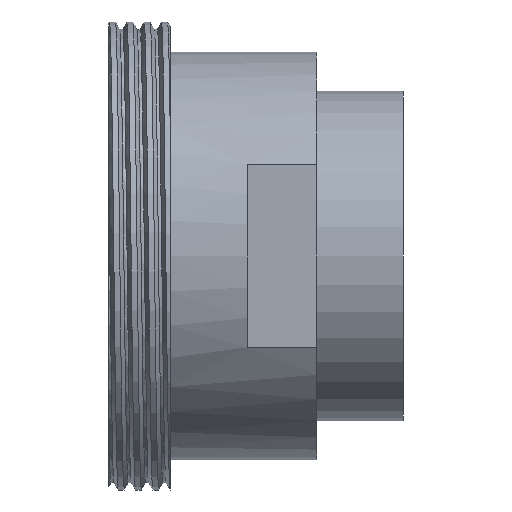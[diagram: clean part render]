
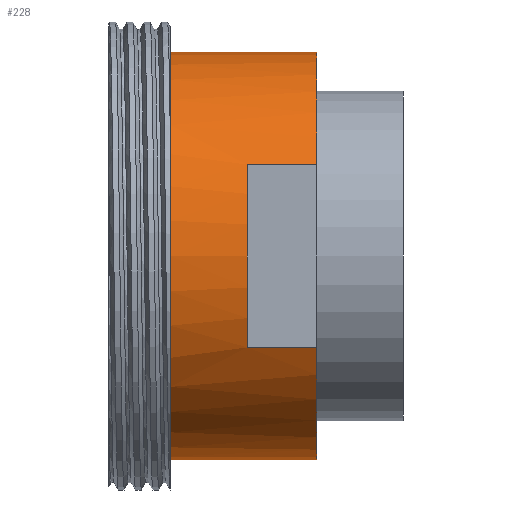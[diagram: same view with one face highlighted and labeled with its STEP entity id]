
A CAD part, front view. The second image highlights one B-rep face of the part: STEP entity #228.
In plain terms, the highlighted cylindrical face has radius 23.5 mm (diameter 47 mm), a partial arc.
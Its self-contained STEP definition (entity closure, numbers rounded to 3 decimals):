
#30 = CARTESIAN_POINT ( 'NONE',  ( -36.703, 0., 23.5 ) ) ;
#38 = DIRECTION ( 'NONE',  ( 0., 0., 1. ) ) ;
#48 = VERTEX_POINT ( 'NONE', #1755 ) ;
#57 = CARTESIAN_POINT ( 'NONE',  ( -0.406, 0., -23.5 ) ) ;
#65 = DIRECTION ( 'NONE',  ( 0., 0., 1. ) ) ;
#77 = EDGE_CURVE ( 'NONE', #1396, #535, #728, .T. ) ;
#80 = ORIENTED_EDGE ( 'NONE', *, *, #622, .F. ) ;
#99 = DIRECTION ( 'NONE',  ( 1., 0., 0. ) ) ;
#103 = CARTESIAN_POINT ( 'NONE',  ( -0.406, 0., 23.5 ) ) ;
#107 = VERTEX_POINT ( 'NONE', #1459 ) ;
#108 = DIRECTION ( 'NONE',  ( 1., 0., 0. ) ) ;
#217 = AXIS2_PLACEMENT_3D ( 'NONE', #478, #347, #65 ) ;
#228 = ADVANCED_FACE ( 'NONE', ( #1374 ), #1786, .T. ) ;
#248 = DIRECTION ( 'NONE',  ( -1., 0., 0. ) ) ;
#288 = ORIENTED_EDGE ( 'NONE', *, *, #77, .F. ) ;
#328 = VERTEX_POINT ( 'NONE', #103 ) ;
#347 = DIRECTION ( 'NONE',  ( -1., 0., 0. ) ) ;
#368 = AXIS2_PLACEMENT_3D ( 'NONE', #1482, #634, #770 ) ;
#381 = VECTOR ( 'NONE', #1021, 1000. ) ;
#478 = CARTESIAN_POINT ( 'NONE',  ( 16.5, 0., 0. ) ) ;
#535 = VERTEX_POINT ( 'NONE', #988 ) ;
#544 = CIRCLE ( 'NONE', #217, 23.5 ) ;
#592 = CARTESIAN_POINT ( 'NONE',  ( -36.703, -21., 10.548 ) ) ;
#616 = VERTEX_POINT ( 'NONE', #1154 ) ;
#622 = EDGE_CURVE ( 'NONE', #945, #328, #1044, .T. ) ;
#628 = DIRECTION ( 'NONE',  ( -1., 0., 0. ) ) ;
#634 = DIRECTION ( 'NONE',  ( -1., 0., 0. ) ) ;
#641 = ORIENTED_EDGE ( 'NONE', *, *, #1093, .F. ) ;
#644 = EDGE_CURVE ( 'NONE', #616, #328, #1711, .T. ) ;
#728 = LINE ( 'NONE', #592, #381 ) ;
#734 = CARTESIAN_POINT ( 'NONE',  ( 16.5, -21., -10.548 ) ) ;
#769 = AXIS2_PLACEMENT_3D ( 'NONE', #1288, #1720, #38 ) ;
#770 = DIRECTION ( 'NONE',  ( 0., 0., 1. ) ) ;
#781 = CIRCLE ( 'NONE', #1294, 23.5 ) ;
#854 = VERTEX_POINT ( 'NONE', #734 ) ;
#945 = VERTEX_POINT ( 'NONE', #57 ) ;
#946 = CARTESIAN_POINT ( 'NONE',  ( 8.5, 0., 0. ) ) ;
#964 = ORIENTED_EDGE ( 'NONE', *, *, #1015, .T. ) ;
#972 = EDGE_CURVE ( 'NONE', #1396, #616, #544, .T. ) ;
#988 = CARTESIAN_POINT ( 'NONE',  ( 8.5, -21., 10.548 ) ) ;
#1015 = EDGE_CURVE ( 'NONE', #48, #854, #1444, .T. ) ;
#1021 = DIRECTION ( 'NONE',  ( -1., 0., 0. ) ) ;
#1044 = CIRCLE ( 'NONE', #769, 23.5 ) ;
#1054 = VECTOR ( 'NONE', #99, 1000. ) ;
#1057 = DIRECTION ( 'NONE',  ( 0., 0., 1. ) ) ;
#1062 = EDGE_CURVE ( 'NONE', #107, #854, #1524, .T. ) ;
#1081 = CARTESIAN_POINT ( 'NONE',  ( -36.703, -21., -10.548 ) ) ;
#1088 = DIRECTION ( 'NONE',  ( 0., 0., -1. ) ) ;
#1093 = EDGE_CURVE ( 'NONE', #535, #107, #781, .T. ) ;
#1117 = LINE ( 'NONE', #1792, #1409 ) ;
#1154 = CARTESIAN_POINT ( 'NONE',  ( 16.5, 0., 23.5 ) ) ;
#1288 = CARTESIAN_POINT ( 'NONE',  ( -0.406, 0., 0. ) ) ;
#1294 = AXIS2_PLACEMENT_3D ( 'NONE', #946, #108, #1088 ) ;
#1338 = ORIENTED_EDGE ( 'NONE', *, *, #972, .T. ) ;
#1350 = EDGE_CURVE ( 'NONE', #48, #945, #1117, .T. ) ;
#1356 = VECTOR ( 'NONE', #1420, 1000. ) ;
#1359 = CARTESIAN_POINT ( 'NONE',  ( -36.703, 0., 0. ) ) ;
#1371 = CARTESIAN_POINT ( 'NONE',  ( 16.5, -21., 10.548 ) ) ;
#1374 = FACE_OUTER_BOUND ( 'NONE', #1417, .T. ) ;
#1388 = ORIENTED_EDGE ( 'NONE', *, *, #1350, .F. ) ;
#1396 = VERTEX_POINT ( 'NONE', #1371 ) ;
#1397 = AXIS2_PLACEMENT_3D ( 'NONE', #1359, #628, #1057 ) ;
#1409 = VECTOR ( 'NONE', #248, 1000. ) ;
#1417 = EDGE_LOOP ( 'NONE', ( #1388, #964, #1552, #641, #288, #1338, #1717, #80 ) ) ;
#1420 = DIRECTION ( 'NONE',  ( -1., 0., 0. ) ) ;
#1444 = CIRCLE ( 'NONE', #368, 23.5 ) ;
#1459 = CARTESIAN_POINT ( 'NONE',  ( 8.5, -21., -10.548 ) ) ;
#1482 = CARTESIAN_POINT ( 'NONE',  ( 16.5, 0., 0. ) ) ;
#1524 = LINE ( 'NONE', #1081, #1054 ) ;
#1552 = ORIENTED_EDGE ( 'NONE', *, *, #1062, .F. ) ;
#1711 = LINE ( 'NONE', #30, #1356 ) ;
#1717 = ORIENTED_EDGE ( 'NONE', *, *, #644, .T. ) ;
#1720 = DIRECTION ( 'NONE',  ( -1., 0., 0. ) ) ;
#1755 = CARTESIAN_POINT ( 'NONE',  ( 16.5, 0., -23.5 ) ) ;
#1786 = CYLINDRICAL_SURFACE ( 'NONE', #1397, 23.5 ) ;
#1792 = CARTESIAN_POINT ( 'NONE',  ( -36.703, 0., -23.5 ) ) ;
